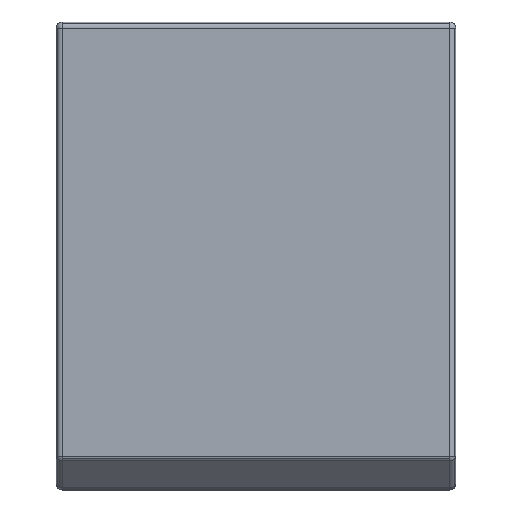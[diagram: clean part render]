
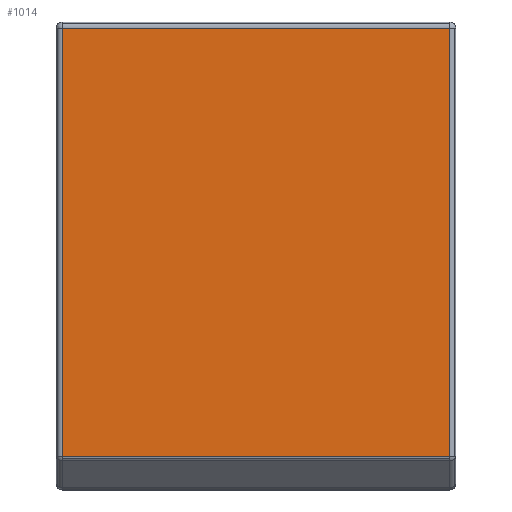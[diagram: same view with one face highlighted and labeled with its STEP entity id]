
A CAD part, top view. The second image highlights one B-rep face of the part: STEP entity #1014.
In plain terms, the highlighted planar face has unit normal (0, 0, 1).
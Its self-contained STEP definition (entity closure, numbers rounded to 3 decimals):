
#246=CARTESIAN_POINT('',(-6.3,-6.517,10.6));
#247=VERTEX_POINT('',#246);
#255=CARTESIAN_POINT('',(-6.3,7.4,10.6));
#256=VERTEX_POINT('',#255);
#257=CARTESIAN_POINT('',(-6.3,-6.517,10.6));
#258=DIRECTION('',(0.0,1.0,0.0));
#259=VECTOR('',#258,13.917);
#260=LINE('',#257,#259);
#261=EDGE_CURVE('',#247,#256,#260,.T.);
#330=CARTESIAN_POINT('',(6.3,-6.517,10.6));
#331=VERTEX_POINT('',#330);
#339=CARTESIAN_POINT('',(6.3,-6.517,10.6));
#340=DIRECTION('',(-1.0,0.0,0.0));
#341=VECTOR('',#340,12.6);
#342=LINE('',#339,#341);
#343=EDGE_CURVE('',#331,#247,#342,.T.);
#417=CARTESIAN_POINT('',(6.3,7.4,10.6));
#418=VERTEX_POINT('',#417);
#419=CARTESIAN_POINT('',(-6.3,7.4,10.6));
#420=DIRECTION('',(1.0,0.0,0.0));
#421=VECTOR('',#420,12.6);
#422=LINE('',#419,#421);
#423=EDGE_CURVE('',#256,#418,#422,.T.);
#499=CARTESIAN_POINT('',(6.3,7.4,10.6));
#500=DIRECTION('',(0.0,-1.0,0.0));
#501=VECTOR('',#500,13.917);
#502=LINE('',#499,#501);
#503=EDGE_CURVE('',#418,#331,#502,.T.);
#1003=CARTESIAN_POINT('',(0.,0.,10.6));
#1004=DIRECTION('',(0.0,0.0,1.0));
#1005=DIRECTION('',(1.0,0.0,0.0));
#1006=AXIS2_PLACEMENT_3D('',#1003,#1004,#1005);
#1007=PLANE('',#1006);
#1008=ORIENTED_EDGE('',*,*,#503,.F.);
#1009=ORIENTED_EDGE('',*,*,#423,.F.);
#1010=ORIENTED_EDGE('',*,*,#261,.F.);
#1011=ORIENTED_EDGE('',*,*,#343,.F.);
#1012=EDGE_LOOP('',(#1008,#1009,#1010,#1011));
#1013=FACE_OUTER_BOUND('',#1012,.T.);
#1014=ADVANCED_FACE('',(#1013),#1007,.T.);
